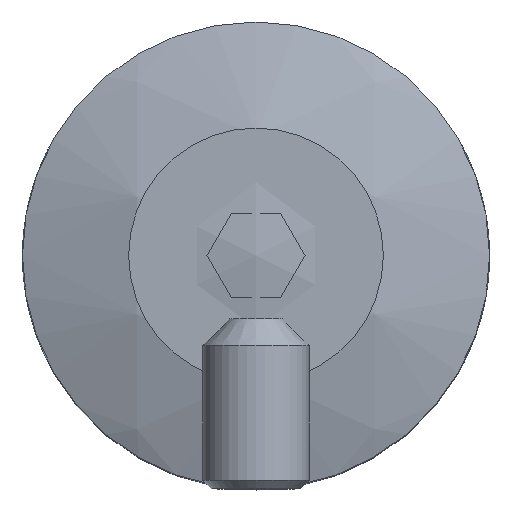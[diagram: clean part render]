
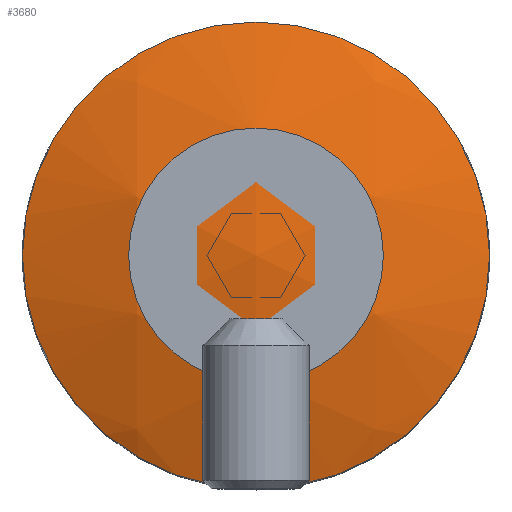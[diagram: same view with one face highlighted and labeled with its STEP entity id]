
A CAD part, top view. The second image highlights one B-rep face of the part: STEP entity #3680.
In plain terms, the highlighted spherical face has radius 28 mm.
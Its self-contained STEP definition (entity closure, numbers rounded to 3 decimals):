
#286 = DIRECTION ( 'NONE',  ( 0., 1., 0. ) ) ;
#658 = DIRECTION ( 'NONE',  ( 0., 0., 1. ) ) ;
#1064 = CIRCLE ( 'NONE', #4962, 11. ) ;
#1254 = EDGE_CURVE ( 'NONE', #3824, #3824, #1064, .T. ) ;
#1319 = ORIENTED_EDGE ( 'NONE', *, *, #1254, .T. ) ;
#1692 = EDGE_LOOP ( 'NONE', ( #1319 ) ) ;
#1927 = FACE_OUTER_BOUND ( 'NONE', #1692, .T. ) ;
#2386 = CARTESIAN_POINT ( 'NONE',  ( 0., 0., -15. ) ) ;
#2584 = SPHERICAL_SURFACE ( 'NONE', #4482, 28. ) ;
#3232 = DIRECTION ( 'NONE',  ( -1., 0., 0. ) ) ;
#3680 = ADVANCED_FACE ( 'NONE', ( #1927 ), #2584, .T. ) ;
#3824 = VERTEX_POINT ( 'NONE', #4621 ) ;
#3989 = CARTESIAN_POINT ( 'NONE',  ( 0., 0., 10.749 ) ) ;
#4482 = AXIS2_PLACEMENT_3D ( 'NONE', #2386, #3232, #286 ) ;
#4621 = CARTESIAN_POINT ( 'NONE',  ( 0., -11., 10.749 ) ) ;
#4863 = DIRECTION ( 'NONE',  ( 0., -1., 0. ) ) ;
#4962 = AXIS2_PLACEMENT_3D ( 'NONE', #3989, #658, #4863 ) ;
